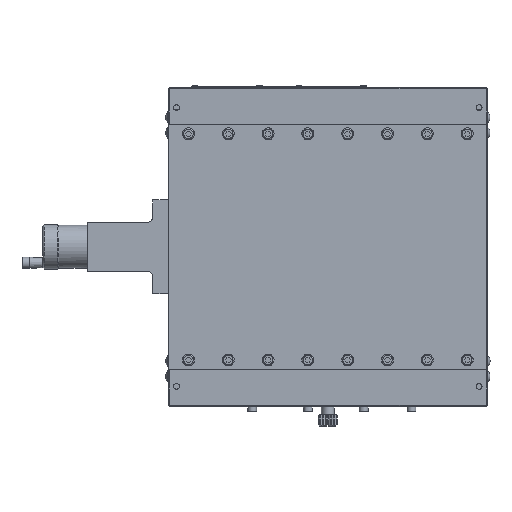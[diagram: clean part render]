
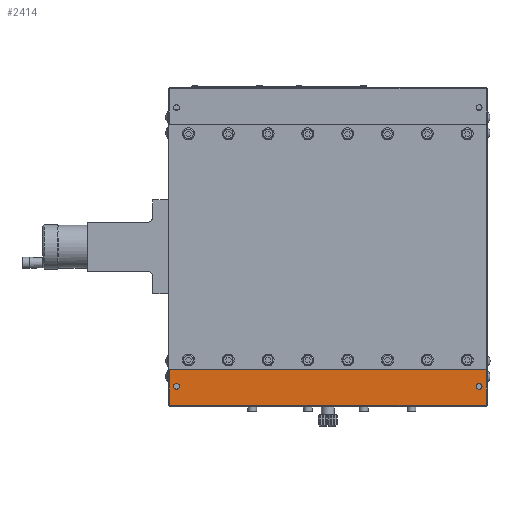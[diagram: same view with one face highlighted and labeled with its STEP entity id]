
A CAD part, front view. The second image highlights one B-rep face of the part: STEP entity #2414.
In plain terms, the highlighted planar face has unit normal (0, -1, 0).
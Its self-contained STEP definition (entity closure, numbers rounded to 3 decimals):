
#413 = AXIS2_PLACEMENT_3D ( 'NONE', #51515, #56613, #9019 ) ;
#640 = EDGE_CURVE ( 'NONE', #30254, #4180, #11013, .T. ) ;
#1018 = CARTESIAN_POINT ( 'NONE',  ( -200., 0., 100. ) ) ;
#2414 = ADVANCED_FACE ( 'NONE', ( #25150, #23603, #42727 ), #65743, .T. ) ;
#3755 = LINE ( 'NONE', #56402, #14252 ) ;
#3911 = ORIENTED_EDGE ( 'NONE', *, *, #25935, .T. ) ;
#3947 = ORIENTED_EDGE ( 'NONE', *, *, #640, .T. ) ;
#4144 = DIRECTION ( 'NONE',  ( 0., 0., 1. ) ) ;
#4180 = VERTEX_POINT ( 'NONE', #29614 ) ;
#4478 = EDGE_LOOP ( 'NONE', ( #7971 ) ) ;
#7971 = ORIENTED_EDGE ( 'NONE', *, *, #65049, .T. ) ;
#8068 = ORIENTED_EDGE ( 'NONE', *, *, #42751, .T. ) ;
#9019 = DIRECTION ( 'NONE',  ( 0., 0., 1. ) ) ;
#9236 = CARTESIAN_POINT ( 'NONE',  ( -195., 0., -87.5 ) ) ;
#10278 = LINE ( 'NONE', #39528, #25536 ) ;
#11013 = LINE ( 'NONE', #63673, #75067 ) ;
#11080 = CARTESIAN_POINT ( 'NONE',  ( -200., 0., -77. ) ) ;
#14252 = VECTOR ( 'NONE', #4144, 1000. ) ;
#14273 = VECTOR ( 'NONE', #15779, 1000. ) ;
#15779 = DIRECTION ( 'NONE',  ( -1., 0., 0. ) ) ;
#17436 = VERTEX_POINT ( 'NONE', #59948 ) ;
#21893 = EDGE_CURVE ( 'NONE', #70181, #65647, #3755, .T. ) ;
#22254 = EDGE_CURVE ( 'NONE', #70181, #30254, #10278, .T. ) ;
#23603 = FACE_BOUND ( 'NONE', #4478, .T. ) ;
#23872 = CARTESIAN_POINT ( 'NONE',  ( -195., 0., -85.656 ) ) ;
#25150 = FACE_OUTER_BOUND ( 'NONE', #40885, .T. ) ;
#25536 = VECTOR ( 'NONE', #27421, 1000. ) ;
#25935 = EDGE_CURVE ( 'NONE', #4180, #65647, #27868, .T. ) ;
#27421 = DIRECTION ( 'NONE',  ( 1., 0., 0. ) ) ;
#27868 = LINE ( 'NONE', #11080, #14273 ) ;
#29057 = CARTESIAN_POINT ( 'NONE',  ( -199.5, 0., -99.5 ) ) ;
#29388 = VERTEX_POINT ( 'NONE', #23872 ) ;
#29614 = CARTESIAN_POINT ( 'NONE',  ( -0.5, 0., -77. ) ) ;
#30254 = VERTEX_POINT ( 'NONE', #44792 ) ;
#31568 = AXIS2_PLACEMENT_3D ( 'NONE', #9236, #32999, #68480 ) ;
#32999 = DIRECTION ( 'NONE',  ( 0., 1., 0. ) ) ;
#39528 = CARTESIAN_POINT ( 'NONE',  ( -200., 0., -99.5 ) ) ;
#40885 = EDGE_LOOP ( 'NONE', ( #51918, #3947, #3911, #64300 ) ) ;
#42727 = FACE_BOUND ( 'NONE', #57353, .T. ) ;
#42751 = EDGE_CURVE ( 'NONE', #29388, #29388, #65201, .T. ) ;
#44792 = CARTESIAN_POINT ( 'NONE',  ( -0.5, 0., -99.5 ) ) ;
#45217 = CIRCLE ( 'NONE', #413, 1.844 ) ;
#45355 = DIRECTION ( 'NONE',  ( 0., 0., 1. ) ) ;
#48833 = CARTESIAN_POINT ( 'NONE',  ( -199.5, 0., -77. ) ) ;
#51473 = AXIS2_PLACEMENT_3D ( 'NONE', #1018, #59520, #66527 ) ;
#51515 = CARTESIAN_POINT ( 'NONE',  ( -5., 0., -87.5 ) ) ;
#51918 = ORIENTED_EDGE ( 'NONE', *, *, #22254, .T. ) ;
#56402 = CARTESIAN_POINT ( 'NONE',  ( -199.5, 0., 100. ) ) ;
#56613 = DIRECTION ( 'NONE',  ( 0., 1., 0. ) ) ;
#57353 = EDGE_LOOP ( 'NONE', ( #8068 ) ) ;
#59520 = DIRECTION ( 'NONE',  ( 0., -1., 0. ) ) ;
#59948 = CARTESIAN_POINT ( 'NONE',  ( -5., 0., -85.656 ) ) ;
#63673 = CARTESIAN_POINT ( 'NONE',  ( -0.5, 0., 0. ) ) ;
#64300 = ORIENTED_EDGE ( 'NONE', *, *, #21893, .F. ) ;
#65049 = EDGE_CURVE ( 'NONE', #17436, #17436, #45217, .T. ) ;
#65201 = CIRCLE ( 'NONE', #31568, 1.844 ) ;
#65647 = VERTEX_POINT ( 'NONE', #48833 ) ;
#65743 = PLANE ( 'NONE',  #51473 ) ;
#66527 = DIRECTION ( 'NONE',  ( 0., 0., -1. ) ) ;
#68480 = DIRECTION ( 'NONE',  ( 0., 0., 1. ) ) ;
#70181 = VERTEX_POINT ( 'NONE', #29057 ) ;
#75067 = VECTOR ( 'NONE', #45355, 1000. ) ;
